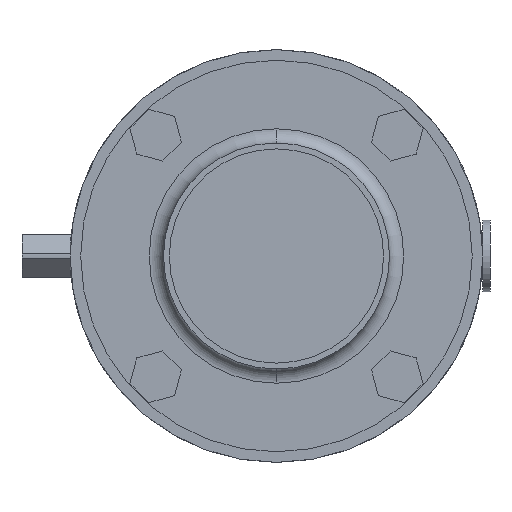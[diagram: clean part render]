
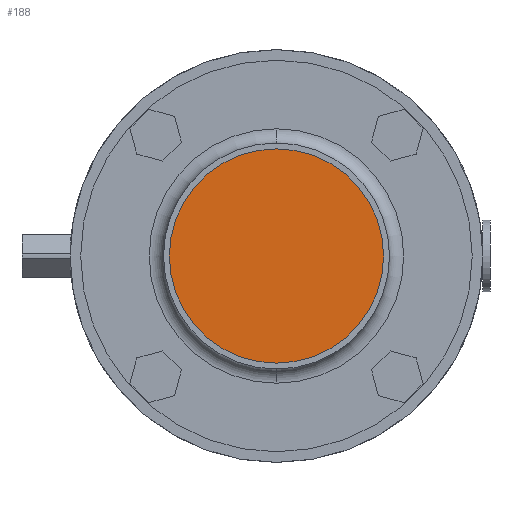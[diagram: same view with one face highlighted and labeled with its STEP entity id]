
A CAD part, left-side view. The second image highlights one B-rep face of the part: STEP entity #188.
In plain terms, the highlighted face is planar.
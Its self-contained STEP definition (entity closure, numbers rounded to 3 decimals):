
#60 = CARTESIAN_POINT ( 'NONE',  ( 10., 0., -30.1 ) ) ;
#138 = EDGE_CURVE ( 'NONE', #1844, #1339, #2567, .T. ) ;
#156 = DIRECTION ( 'NONE',  ( -1., 0., 0. ) ) ;
#167 = DIRECTION ( 'NONE',  ( 0., 0., 1. ) ) ;
#188 = ADVANCED_FACE ( 'NONE', ( #469 ), #1173, .F. ) ;
#340 = CIRCLE ( 'NONE', #1349, 30.1 ) ;
#372 = DIRECTION ( 'NONE',  ( 0., 0., 1. ) ) ;
#469 = FACE_OUTER_BOUND ( 'NONE', #1452, .T. ) ;
#672 = CARTESIAN_POINT ( 'NONE',  ( 10., 0., 0. ) ) ;
#793 = CARTESIAN_POINT ( 'NONE',  ( 10., 0., 30.1 ) ) ;
#924 = ORIENTED_EDGE ( 'NONE', *, *, #996, .F. ) ;
#956 = AXIS2_PLACEMENT_3D ( 'NONE', #1381, #156, #167 ) ;
#996 = EDGE_CURVE ( 'NONE', #1339, #1844, #340, .T. ) ;
#1011 = ORIENTED_EDGE ( 'NONE', *, *, #138, .F. ) ;
#1136 = AXIS2_PLACEMENT_3D ( 'NONE', #2433, #2230, #372 ) ;
#1173 = PLANE ( 'NONE',  #1136 ) ;
#1291 = DIRECTION ( 'NONE',  ( -1., 0., 0. ) ) ;
#1339 = VERTEX_POINT ( 'NONE', #793 ) ;
#1349 = AXIS2_PLACEMENT_3D ( 'NONE', #672, #1291, #2561 ) ;
#1381 = CARTESIAN_POINT ( 'NONE',  ( 10., 0., 0. ) ) ;
#1452 = EDGE_LOOP ( 'NONE', ( #924, #1011 ) ) ;
#1844 = VERTEX_POINT ( 'NONE', #60 ) ;
#2230 = DIRECTION ( 'NONE',  ( -1., 0., 0. ) ) ;
#2433 = CARTESIAN_POINT ( 'NONE',  ( 10., 30.1, 0. ) ) ;
#2561 = DIRECTION ( 'NONE',  ( 0., 0., 1. ) ) ;
#2567 = CIRCLE ( 'NONE', #956, 30.1 ) ;
